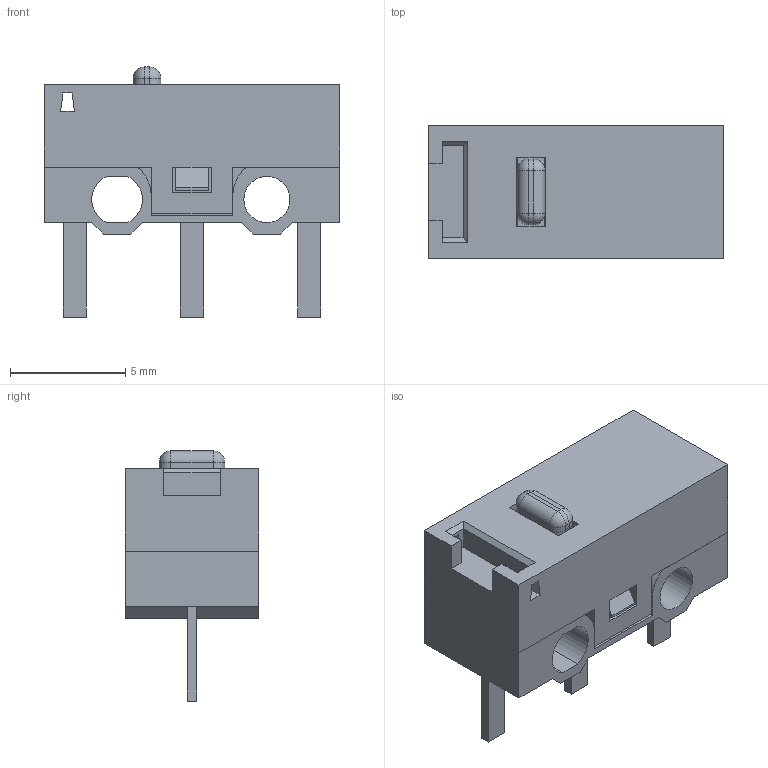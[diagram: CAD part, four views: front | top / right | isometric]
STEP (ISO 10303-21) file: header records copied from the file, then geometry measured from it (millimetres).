
FILE_DESCRIPTION(/* description */ ('Unknown'),/* implementation_level */ '2;1');
FILE_NAME(/* name */ '463091370402',/* time_stamp */ '2018-05-29T13:02:13+02:00',/* author */ ('Unknown'),/* organization */ ('Unknown'),/* preprocessor_version */ 'ST-DEVELOPER v16.7',/* originating_system */ 'DEX',/* authorisation */ $);
FILE_SCHEMA (('AUTOMOTIVE_DESIGN {1 0 10303 214 3 1 1}'));
Length unit declared in the file: millimetre
Products named in the file (5): 463091370402; Base; Terminal; Button; Cover
Assembly tree (7 placements, depth 2):
  463091370402
    Base
    Terminal  x3
    Button  x2
    Cover
Bounding box: 12.8 x 5.8 x 10.85 mm (x, y, z)
Volume: 273 mm3; surface area: 860.9 mm2
Topology: 7 solids, 7 shells, 188 faces, 501 edges, 320 vertices
Faces by surface type: plane 157, cylinder 23, sphere 8
Full cylindrical faces by diameter (mm): 2 x1
Entity records: 4827 total; most frequent: CARTESIAN_POINT 834, ORIENTED_EDGE 816, DIRECTION 754, EDGE_CURVE 408, LINE 378, VECTOR 378, VERTEX_POINT 268, AXIS2_PLACEMENT_3D 188
